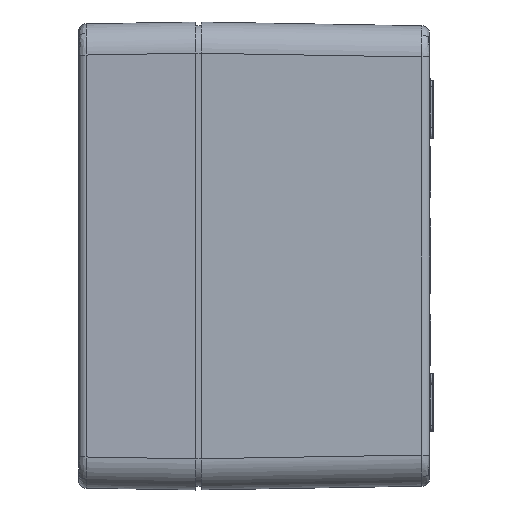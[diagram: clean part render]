
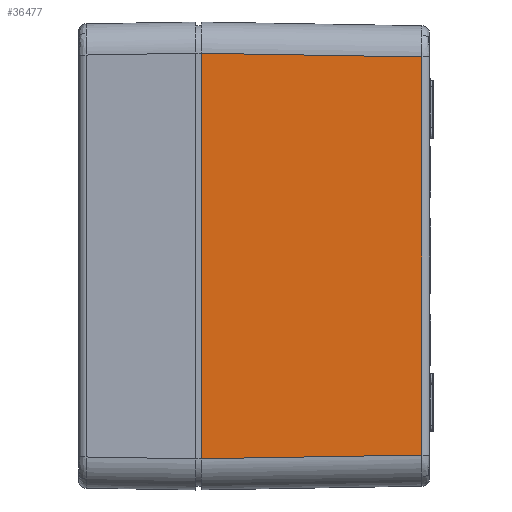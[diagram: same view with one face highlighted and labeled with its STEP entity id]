
A CAD part, left-side view. The second image highlights one B-rep face of the part: STEP entity #36477.
In plain terms, the highlighted planar face has unit normal (-1, -0.017, 0).
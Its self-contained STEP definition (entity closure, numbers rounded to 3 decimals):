
#35187 = VERTEX_POINT ( 'NONE', #63514 ) ;
#35190 = EDGE_CURVE ( 'NONE', #35187, #35192, #63508, .T. ) ;
#35192 = VERTEX_POINT ( 'NONE', #63504 ) ;
#36470 = VERTEX_POINT ( 'NONE', #65797 ) ;
#36473 = EDGE_CURVE ( 'NONE', #35187, #36470, #65796, .T. ) ;
#36477 = ADVANCED_FACE ( 'NONE', ( #65786 ), #65784, .T. ) ;
#36478 = EDGE_LOOP ( 'NONE', ( #36479, #36480, #36576, #36580 ) ) ;
#36479 = ORIENTED_EDGE ( 'NONE', *, *, #36473, .T. ) ;
#36480 = ORIENTED_EDGE ( 'NONE', *, *, #36575, .T. ) ;
#36575 = EDGE_CURVE ( 'NONE', #36470, #43071, #65899, .T. ) ;
#36576 = ORIENTED_EDGE ( 'NONE', *, *, #36578, .T. ) ;
#36578 = EDGE_CURVE ( 'NONE', #43071, #35192, #65895, .T. ) ;
#36580 = ORIENTED_EDGE ( 'NONE', *, *, #35190, .F. ) ;
#43071 = VERTEX_POINT ( 'NONE', #80062 ) ;
#63504 = CARTESIAN_POINT ( 'NONE',  ( -109.975, -1.5, 51.976 ) ) ;
#63505 = DIRECTION ( 'NONE',  ( 0., 0., 1. ) ) ;
#63506 = VECTOR ( 'NONE', #63505, 1000. ) ;
#63507 = CARTESIAN_POINT ( 'NONE',  ( -109.975, -1.5, -60. ) ) ;
#63508 = LINE ( 'NONE', #63507, #63506 ) ;
#63514 = CARTESIAN_POINT ( 'NONE',  ( -109.975, -1.5, -51.976 ) ) ;
#65780 = DIRECTION ( 'NONE',  ( 0.017, -1., 0. ) ) ;
#65781 = DIRECTION ( 'NONE',  ( -1., -0.017, 0. ) ) ;
#65782 = CARTESIAN_POINT ( 'NONE',  ( -110., 0., -60. ) ) ;
#65783 = AXIS2_PLACEMENT_3D ( 'NONE', #65782, #65781, #65780 ) ;
#65784 = PLANE ( 'NONE',  #65783 ) ;
#65786 = FACE_OUTER_BOUND ( 'NONE', #36478, .T. ) ;
#65787 = DIRECTION ( 'NONE',  ( 0.017, -1., 0.017 ) ) ;
#65788 = VECTOR ( 'NONE', #65787, 1000. ) ;
#65789 = CARTESIAN_POINT ( 'NONE',  ( -110.002, 0.133, -52.003 ) ) ;
#65796 = LINE ( 'NONE', #65789, #65788 ) ;
#65797 = CARTESIAN_POINT ( 'NONE',  ( -109.033, -58.033, -51.034 ) ) ;
#65892 = DIRECTION ( 'NONE',  ( -0.017, 1., 0.017 ) ) ;
#65893 = VECTOR ( 'NONE', #65892, 1000. ) ;
#65894 = CARTESIAN_POINT ( 'NONE',  ( -109.969, -1.866, 51.97 ) ) ;
#65895 = LINE ( 'NONE', #65894, #65893 ) ;
#65896 = DIRECTION ( 'NONE',  ( 0., 0., 1. ) ) ;
#65897 = VECTOR ( 'NONE', #65896, 1000. ) ;
#65898 = CARTESIAN_POINT ( 'NONE',  ( -109.033, -58.033, 51.001 ) ) ;
#65899 = LINE ( 'NONE', #65898, #65897 ) ;
#80062 = CARTESIAN_POINT ( 'NONE',  ( -109.033, -58.033, 51.034 ) ) ;
